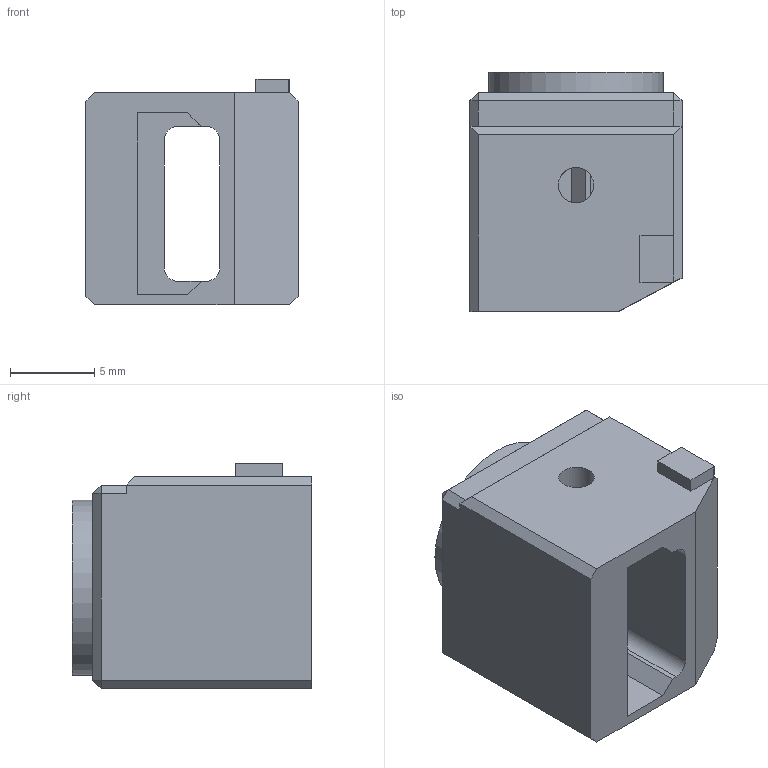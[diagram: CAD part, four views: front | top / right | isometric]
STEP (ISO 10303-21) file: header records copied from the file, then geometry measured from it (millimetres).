
FILE_DESCRIPTION(/* description */ (''),/* implementation_level */ '2;1');
FILE_NAME(/* name */ 't430-usbc-mod.stp',/* time_stamp */ '2025-08-13T20:41:33+10:00',/* author */ ('vboxuser'),/* organization */ (''),/* preprocessor_version */ 'ST-DEVELOPER v20',/* originating_system */ 'Autodesk Inventor 2025',/* authorisation */ '');
FILE_SCHEMA (('AUTOMOTIVE_DESIGN { 1 0 10303 214 3 1 1 }'));
Length unit declared in the file: millimetre
Products named in the file (1): v2
Bounding box: 12.6 x 14.2 x 13.4 mm (x, y, z)
Volume: 1410.6 mm3; surface area: 1314 mm2
Topology: 1 solids, 1 shells, 49 faces, 124 edges, 77 vertices
Faces by surface type: plane 43, cylinder 6
Full cylindrical faces by diameter (mm): 2.1 x1, 10.4 x1
Entity records: 1498 total; most frequent: CARTESIAN_POINT 261, ORIENTED_EDGE 248, DIRECTION 240, EDGE_CURVE 124, LINE 106, VECTOR 106, VERTEX_POINT 77, AXIS2_PLACEMENT_3D 67
